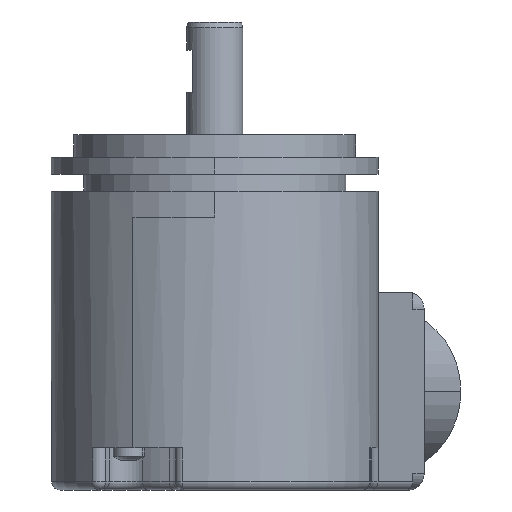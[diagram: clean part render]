
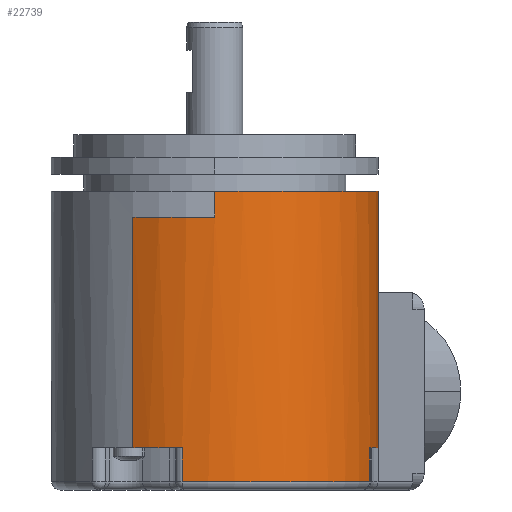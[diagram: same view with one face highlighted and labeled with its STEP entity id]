
A CAD part, left-side view. The second image highlights one B-rep face of the part: STEP entity #22739.
In plain terms, the highlighted cylindrical face has radius 29 mm (diameter 58 mm), a partial arc.
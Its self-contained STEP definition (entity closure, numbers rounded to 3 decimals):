
#3873=CARTESIAN_POINT('',(0.,0.,12.4));
#3874=DIRECTION('',(0.,0.,1.));
#3875=DIRECTION('',(-0.866,0.5,0.));
#3876=AXIS2_PLACEMENT_3D('',#3873,#3874,#3875);
#3878=DIRECTION('',(0.,0.,1.));
#3879=VECTOR('',#3878,4.6);
#3880=CARTESIAN_POINT('',(29.,0.,12.4));
#3881=LINE('',#3880,#3879);
#3964=CARTESIAN_POINT('',(0.,0.,12.4));
#3965=DIRECTION('',(0.,0.,1.));
#3966=DIRECTION('',(0.866,-0.5,0.));
#3967=AXIS2_PLACEMENT_3D('',#3964,#3965,#3966);
#3969=DIRECTION('',(0.,0.,-1.));
#3970=VECTOR('',#3969,13.4);
#3971=CARTESIAN_POINT('',(25.115,-14.5,12.4));
#3972=LINE('',#3971,#3970);
#3973=DIRECTION('',(0.,0.,-1.));
#3974=VECTOR('',#3973,40.9);
#3975=CARTESIAN_POINT('',(-25.115,14.5,12.4));
#3976=LINE('',#3975,#3974);
#3977=DIRECTION('',(0.,0.,1.));
#3978=VECTOR('',#3977,4.6);
#3979=CARTESIAN_POINT('',(-29.,0.,12.4));
#3980=LINE('',#3979,#3978);
#3997=CARTESIAN_POINT('',(0.,0.,-1.));
#3998=DIRECTION('',(0.,0.,1.));
#3999=DIRECTION('',(0.262,-0.965,0.));
#4000=AXIS2_PLACEMENT_3D('',#3997,#3998,#3999);
#8590=DIRECTION('',(0.,0.,1.));
#8591=VECTOR('',#8590,27.5);
#8592=CARTESIAN_POINT('',(7.584,-27.991,-28.5));
#8593=LINE('',#8592,#8591);
#8697=DIRECTION('',(0.,0.,-1.));
#8698=VECTOR('',#8697,6.);
#8699=CARTESIAN_POINT('',(-9.241,-27.488,-28.5));
#8700=LINE('',#8699,#8698);
#8715=CARTESIAN_POINT('',(0.,0.,-34.5));
#8716=DIRECTION('',(0.,0.,-1.));
#8717=DIRECTION('',(-0.319,-0.948,0.));
#8718=AXIS2_PLACEMENT_3D('',#8715,#8716,#8717);
#8749=DIRECTION('',(0.,0.,1.));
#8750=VECTOR('',#8749,6.);
#8751=CARTESIAN_POINT('',(-28.426,5.741,-34.5));
#8752=LINE('',#8751,#8750);
#9515=CARTESIAN_POINT('',(0.,0.,-28.5));
#9516=DIRECTION('',(0.,0.,1.));
#9517=DIRECTION('',(-0.866,0.5,0.));
#9518=AXIS2_PLACEMENT_3D('',#9515,#9516,#9517);
#9983=CARTESIAN_POINT('',(0.,0.,-28.5));
#9984=DIRECTION('',(0.,0.,1.));
#9985=DIRECTION('',(-0.319,-0.948,0.));
#9986=AXIS2_PLACEMENT_3D('',#9983,#9984,#9985);
#10443=CARTESIAN_POINT('',(0.,0.,17.));
#10444=DIRECTION('',(0.,0.,1.));
#10445=DIRECTION('',(-1.,0.,0.));
#10446=AXIS2_PLACEMENT_3D('',#10443,#10444,#10445);
#17662=CARTESIAN_POINT('',(29.,0.,17.));
#17663=CARTESIAN_POINT('',(-29.,0.,17.));
#17664=VERTEX_POINT('',#17662);
#17665=VERTEX_POINT('',#17663);
#17946=CARTESIAN_POINT('',(7.584,-27.991,-1.));
#17947=VERTEX_POINT('',#17946);
#17948=CARTESIAN_POINT('',(25.115,-14.5,-1.));
#17949=VERTEX_POINT('',#17948);
#17957=CARTESIAN_POINT('',(7.584,-27.991,-28.5));
#17959=VERTEX_POINT('',#17957);
#17970=CARTESIAN_POINT('',(-9.241,-27.488,-28.5));
#17971=VERTEX_POINT('',#17970);
#17972=CARTESIAN_POINT('',(-28.426,5.741,-28.5));
#17973=VERTEX_POINT('',#17972);
#17978=CARTESIAN_POINT('',(-25.115,14.5,-28.5));
#17979=VERTEX_POINT('',#17978);
#18042=CARTESIAN_POINT('',(-9.241,-27.488,-34.5));
#18043=CARTESIAN_POINT('',(-28.426,5.741,-34.5));
#18044=VERTEX_POINT('',#18042);
#18045=VERTEX_POINT('',#18043);
#18080=CARTESIAN_POINT('',(-25.115,14.5,12.4));
#18081=CARTESIAN_POINT('',(-29.,0.,12.4));
#18082=VERTEX_POINT('',#18080);
#18083=VERTEX_POINT('',#18081);
#18084=CARTESIAN_POINT('',(25.115,-14.5,12.4));
#18085=CARTESIAN_POINT('',(29.,0.,12.4));
#18086=VERTEX_POINT('',#18084);
#18087=VERTEX_POINT('',#18085);
#22710=CARTESIAN_POINT('',(0.,0.,0.));
#22711=DIRECTION('',(0.,0.,1.));
#22712=DIRECTION('',(1.,0.,0.));
#22713=AXIS2_PLACEMENT_3D('',#22710,#22711,#22712);
#22714=CYLINDRICAL_SURFACE('',#22713,29.);
#22715=ORIENTED_EDGE('',*,*,#22682,.F.);
#22716=ORIENTED_EDGE('',*,*,#22680,.T.);
#22718=ORIENTED_EDGE('',*,*,#22717,.F.);
#22720=ORIENTED_EDGE('',*,*,#22719,.F.);
#22722=ORIENTED_EDGE('',*,*,#22721,.F.);
#22724=ORIENTED_EDGE('',*,*,#22723,.T.);
#22726=ORIENTED_EDGE('',*,*,#22725,.T.);
#22728=ORIENTED_EDGE('',*,*,#22727,.T.);
#22730=ORIENTED_EDGE('',*,*,#22729,.F.);
#22731=ORIENTED_EDGE('',*,*,#22664,.F.);
#22732=ORIENTED_EDGE('',*,*,#22662,.T.);
#22733=ORIENTED_EDGE('',*,*,#22688,.T.);
#22735=ORIENTED_EDGE('',*,*,#22734,.T.);
#22736=ORIENTED_EDGE('',*,*,#22684,.F.);
#22737=EDGE_LOOP('',(#22715,#22716,#22718,#22720,#22722,#22724,#22726,#22728,
#22730,#22731,#22732,#22733,#22735,#22736));
#22738=FACE_OUTER_BOUND('',#22737,.F.);
#3877=CIRCLE('',#3876,29.);
#3968=CIRCLE('',#3967,29.);
#4001=CIRCLE('',#4000,29.);
#8719=CIRCLE('',#8718,29.);
#9519=CIRCLE('',#9518,29.);
#9987=CIRCLE('',#9986,29.);
#10447=CIRCLE('',#10446,29.);
#22662=EDGE_CURVE('',#18082,#18083,#3877,.T.);
#22664=EDGE_CURVE('',#18082,#17979,#3976,.T.);
#22680=EDGE_CURVE('',#18086,#17949,#3972,.T.);
#22682=EDGE_CURVE('',#18086,#18087,#3968,.T.);
#22684=EDGE_CURVE('',#18087,#17664,#3881,.T.);
#22688=EDGE_CURVE('',#18083,#17665,#3980,.T.);
#22717=EDGE_CURVE('',#17947,#17949,#4001,.T.);
#22719=EDGE_CURVE('',#17959,#17947,#8593,.T.);
#22721=EDGE_CURVE('',#17971,#17959,#9987,.T.);
#22723=EDGE_CURVE('',#17971,#18044,#8700,.T.);
#22725=EDGE_CURVE('',#18044,#18045,#8719,.T.);
#22727=EDGE_CURVE('',#18045,#17973,#8752,.T.);
#22729=EDGE_CURVE('',#17979,#17973,#9519,.T.);
#22734=EDGE_CURVE('',#17665,#17664,#10447,.T.);
#22739=ADVANCED_FACE('',(#22738),#22714,.T.);
